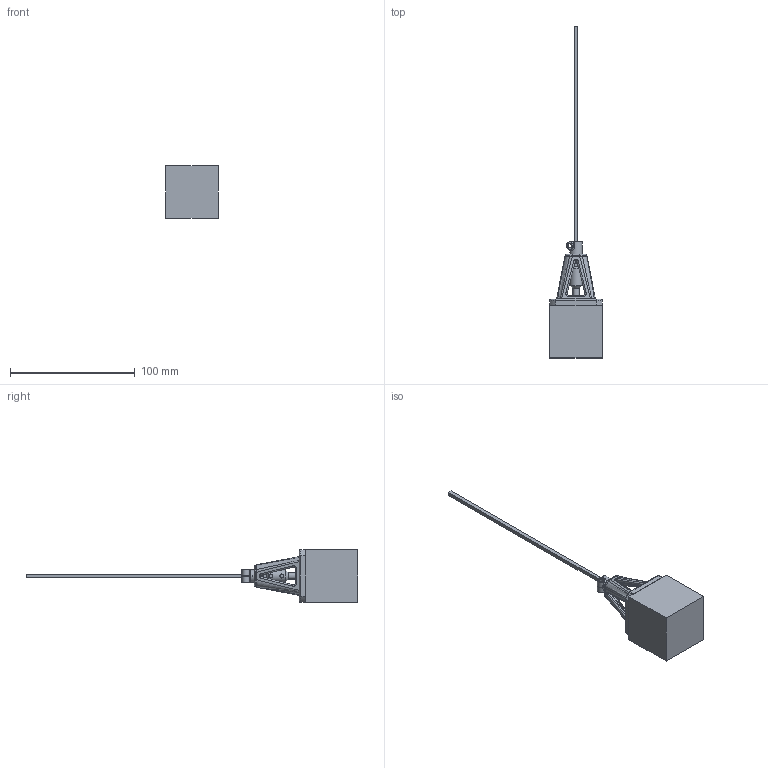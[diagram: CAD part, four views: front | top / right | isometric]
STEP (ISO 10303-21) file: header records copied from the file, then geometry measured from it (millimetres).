
FILE_DESCRIPTION(/* description */ (''),/* implementation_level */ '2;1');
FILE_NAME(/* name */ 'Remote Direct Drive Cage Proper.step',/* time_stamp */ '2020-09-29T22:32:24-07:00',/* author */ (''),/* organization */ (''),/* preprocessor_version */ 'ST-DEVELOPER v18.1',/* originating_system */ 'Autodesk Translation Framework v9.3.0.1241',/* authorisation */ '');
FILE_SCHEMA (('AUTOMOTIVE_DESIGN { 1 0 10303 214 3 1 1 }'));
Length unit declared in the file: millimetre
Products named in the file (4): Remote Direct Drive Cage Proper; Nema 17; Flex Shaft; Remote Direct Drive Coupler
Assembly tree (3 placements, depth 2):
  Remote Direct Drive Cage Proper
    Nema 17
    Flex Shaft
    Remote Direct Drive Coupler
Bounding box: 42.3 x 266 x 42.3 mm (x, y, z)
Volume: 92517 mm3; surface area: 23700.9 mm2
Topology: 4 solids, 4 shells, 347 faces, 856 edges, 511 vertices
Faces by surface type: plane 97, bspline 97, cylinder 92, cone 29, torus 24, sphere 8
Full cylindrical faces by diameter (mm): 2.85 x5, 3 x8, 3.2 x1, 5 x1, 5.2 x1, 6 x1, 8.5 x1, 10 x2, 22 x2
Entity records: 13428 total; most frequent: CARTESIAN_POINT 5497, ORIENTED_EDGE 1704, DIRECTION 1521, EDGE_CURVE 852, AXIS2_PLACEMENT_3D 571, VERTEX_POINT 511, LINE 379, VECTOR 379
